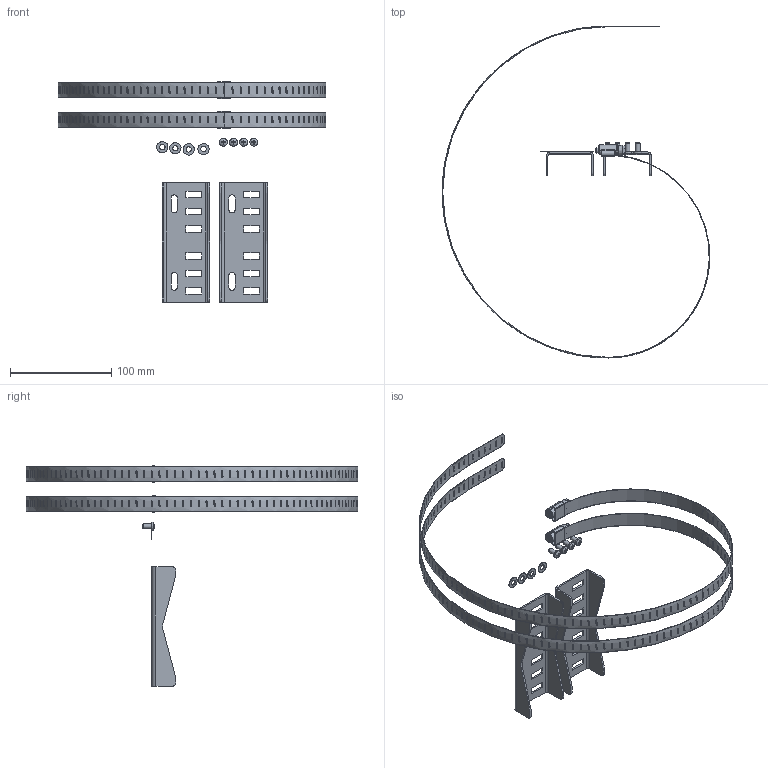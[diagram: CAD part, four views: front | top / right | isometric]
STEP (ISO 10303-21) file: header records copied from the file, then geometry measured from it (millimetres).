
FILE_DESCRIPTION (( 'STEP AP203' ), '1' );
FILE_NAME ('PMB6687KIT4.step', '2020-11-12T19:15:50', ( 'ADC123' ), ( 'Microsoft' ), 'SwSTEP 2.0', 'SolidWorks 2019', '' );
FILE_SCHEMA (( 'CONFIG_CONTROL_DESIGN' ));
Length unit declared in the file: inch
Products named in the file (1): PMB6687KIT4
Bounding box: 264.08 x 327.58 x 217.78 mm (x, y, z)
Volume: 47996.8 mm3; surface area: 94052.5 mm2
Topology: 14 solids, 14 shells, 1102 faces, 3226 edges, 2152 vertices
Faces by surface type: plane 624, cylinder 436, cone 28, bspline 14
Full cylindrical faces by diameter (mm): 4.47 x4, 5.08 x4, 5.207 x4, 5.588 x2, 7.937 x2, 11.125 x4
Entity records: 42069 total; most frequent: CARTESIAN_POINT 15543, ORIENTED_EDGE 6360, DIRECTION 4078, EDGE_CURVE 3180, VERTEX_POINT 2140, EDGE_LOOP 1556, VECTOR 1360, LINE 1360
